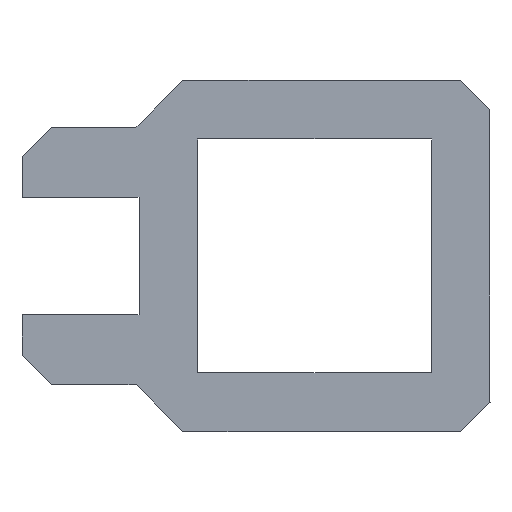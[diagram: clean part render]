
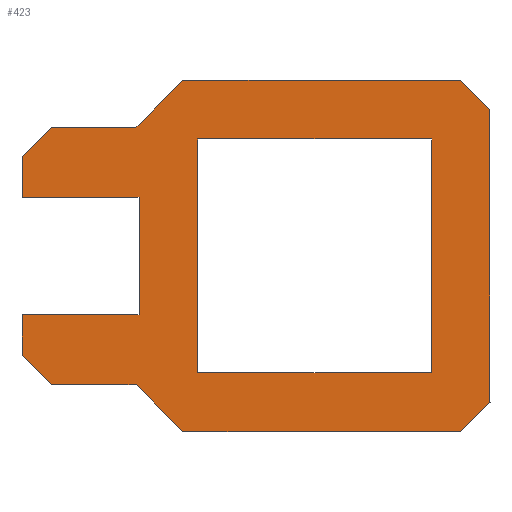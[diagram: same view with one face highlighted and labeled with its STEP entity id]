
A CAD part, left-side view. The second image highlights one B-rep face of the part: STEP entity #423.
In plain terms, the highlighted planar face has unit normal (-1, 0, 0).
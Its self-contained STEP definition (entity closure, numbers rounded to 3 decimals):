
#13=FACE_BOUND($,#38,.T.);
#15=FACE_OUTER_BOUND($,#37,.T.);
#37=EDGE_LOOP($,(#281,#282,#283,#284,#285,#286,#287,#288,#289,#290,#291,
#292,#293,#294,#295,#296));
#38=EDGE_LOOP($,(#297,#298,#299,#300));
#61=LINE($,#580,#121);
#62=LINE($,#582,#122);
#63=LINE($,#584,#123);
#64=LINE($,#586,#124);
#65=LINE($,#588,#125);
#66=LINE($,#590,#126);
#67=LINE($,#592,#127);
#68=LINE($,#594,#128);
#69=LINE($,#596,#129);
#70=LINE($,#598,#130);
#71=LINE($,#600,#131);
#72=LINE($,#602,#132);
#73=LINE($,#604,#133);
#74=LINE($,#606,#134);
#75=LINE($,#608,#135);
#76=LINE($,#609,#136);
#77=LINE($,#612,#137);
#78=LINE($,#614,#138);
#79=LINE($,#616,#139);
#80=LINE($,#617,#140);
#121=VECTOR($,#474,0.707);
#122=VECTOR($,#475,4.752);
#123=VECTOR($,#476,1.131);
#124=VECTOR($,#477,1.45);
#125=VECTOR($,#478,0.705);
#126=VECTOR($,#479,0.702);
#127=VECTOR($,#480,2.);
#128=VECTOR($,#481,2.);
#129=VECTOR($,#482,2.);
#130=VECTOR($,#483,0.7);
#131=VECTOR($,#484,0.707);
#132=VECTOR($,#485,1.45);
#133=VECTOR($,#486,1.131);
#134=VECTOR($,#487,4.748);
#135=VECTOR($,#488,0.71);
#136=VECTOR($,#489,4.998);
#137=VECTOR($,#490,4.);
#138=VECTOR($,#491,4.);
#139=VECTOR($,#492,4.);
#140=VECTOR($,#493,4.);
#181=VERTEX_POINT($,#578);
#182=VERTEX_POINT($,#579);
#183=VERTEX_POINT($,#581);
#184=VERTEX_POINT($,#583);
#185=VERTEX_POINT($,#585);
#186=VERTEX_POINT($,#587);
#187=VERTEX_POINT($,#589);
#188=VERTEX_POINT($,#591);
#189=VERTEX_POINT($,#593);
#190=VERTEX_POINT($,#595);
#191=VERTEX_POINT($,#597);
#192=VERTEX_POINT($,#599);
#193=VERTEX_POINT($,#601);
#194=VERTEX_POINT($,#603);
#195=VERTEX_POINT($,#605);
#196=VERTEX_POINT($,#607);
#197=VERTEX_POINT($,#610);
#198=VERTEX_POINT($,#611);
#199=VERTEX_POINT($,#613);
#200=VERTEX_POINT($,#615);
#221=EDGE_CURVE($,#181,#182,#61,.T.);
#222=EDGE_CURVE($,#182,#183,#62,.T.);
#223=EDGE_CURVE($,#183,#184,#63,.T.);
#224=EDGE_CURVE($,#184,#185,#64,.T.);
#225=EDGE_CURVE($,#185,#186,#65,.T.);
#226=EDGE_CURVE($,#186,#187,#66,.T.);
#227=EDGE_CURVE($,#187,#188,#67,.T.);
#228=EDGE_CURVE($,#188,#189,#68,.T.);
#229=EDGE_CURVE($,#190,#189,#69,.T.);
#230=EDGE_CURVE($,#190,#191,#70,.T.);
#231=EDGE_CURVE($,#191,#192,#71,.T.);
#232=EDGE_CURVE($,#192,#193,#72,.T.);
#233=EDGE_CURVE($,#193,#194,#73,.T.);
#234=EDGE_CURVE($,#194,#195,#74,.T.);
#235=EDGE_CURVE($,#195,#196,#75,.T.);
#236=EDGE_CURVE($,#196,#181,#76,.T.);
#237=EDGE_CURVE($,#197,#198,#77,.T.);
#238=EDGE_CURVE($,#198,#199,#78,.T.);
#239=EDGE_CURVE($,#199,#200,#79,.T.);
#240=EDGE_CURVE($,#200,#197,#80,.T.);
#281=ORIENTED_EDGE($,*,*,#221,.T.);
#282=ORIENTED_EDGE($,*,*,#222,.T.);
#283=ORIENTED_EDGE($,*,*,#223,.T.);
#284=ORIENTED_EDGE($,*,*,#224,.T.);
#285=ORIENTED_EDGE($,*,*,#225,.T.);
#286=ORIENTED_EDGE($,*,*,#226,.T.);
#287=ORIENTED_EDGE($,*,*,#227,.T.);
#288=ORIENTED_EDGE($,*,*,#228,.T.);
#289=ORIENTED_EDGE($,*,*,#229,.F.);
#290=ORIENTED_EDGE($,*,*,#230,.T.);
#291=ORIENTED_EDGE($,*,*,#231,.T.);
#292=ORIENTED_EDGE($,*,*,#232,.T.);
#293=ORIENTED_EDGE($,*,*,#233,.T.);
#294=ORIENTED_EDGE($,*,*,#234,.T.);
#295=ORIENTED_EDGE($,*,*,#235,.T.);
#296=ORIENTED_EDGE($,*,*,#236,.T.);
#297=ORIENTED_EDGE($,*,*,#237,.T.);
#298=ORIENTED_EDGE($,*,*,#238,.T.);
#299=ORIENTED_EDGE($,*,*,#239,.T.);
#300=ORIENTED_EDGE($,*,*,#240,.T.);
#401=PLANE($,#448);
#423=ADVANCED_FACE($,(#15,#13),#401,.T.);
#448=AXIS2_PLACEMENT_3D($,#577,#472,#473);
#472=DIRECTION('center_axis',(-1.,0.,0.));
#473=DIRECTION('ref_axis',(0.,0.,1.));
#474=DIRECTION($,(0.,0.707,0.707));
#475=DIRECTION($,(0.,1.,0.));
#476=DIRECTION($,(0.,0.707,-0.707));
#477=DIRECTION($,(0.,1.,0.));
#478=DIRECTION($,(0.,0.707,-0.707));
#479=DIRECTION($,(0.,0.,-1.));
#480=DIRECTION($,(0.,-1.,0.));
#481=DIRECTION($,(0.,0.,-1.));
#482=DIRECTION($,(0.,-1.,0.));
#483=DIRECTION($,(0.,0.,-1.));
#484=DIRECTION($,(0.,-0.707,-0.707));
#485=DIRECTION($,(0.,-1.,0.));
#486=DIRECTION($,(0.,-0.707,-0.707));
#487=DIRECTION($,(0.,-1.,0.));
#488=DIRECTION($,(0.,-0.707,0.707));
#489=DIRECTION($,(0.,0.,1.));
#490=DIRECTION($,(0.,1.,0.));
#491=DIRECTION($,(0.,0.,1.));
#492=DIRECTION($,(0.,-1.,0.));
#493=DIRECTION($,(0.,0.,-1.));
#577=CARTESIAN_POINT('Origin',(-500.,0.,0.));
#578=CARTESIAN_POINT('',(-500.,-4.,2.5));
#579=CARTESIAN_POINT('',(-500.,-3.5,3.));
#580=CARTESIAN_POINT($,(-500.,-4.,2.5));
#581=CARTESIAN_POINT('',(-500.,1.252,3.));
#582=CARTESIAN_POINT($,(-500.,-3.5,3.));
#583=CARTESIAN_POINT('',(-500.,2.052,2.2));
#584=CARTESIAN_POINT($,(-500.,1.252,3.));
#585=CARTESIAN_POINT('',(-500.,3.502,2.2));
#586=CARTESIAN_POINT($,(-500.,2.052,2.2));
#587=CARTESIAN_POINT('',(-500.,4.,1.702));
#588=CARTESIAN_POINT($,(-500.,3.502,2.2));
#589=CARTESIAN_POINT('',(-500.,4.,1.));
#590=CARTESIAN_POINT($,(-500.,4.,1.702));
#591=CARTESIAN_POINT('',(-500.,2.,1.));
#592=CARTESIAN_POINT($,(-500.,4.,1.));
#593=CARTESIAN_POINT('',(-500.,2.,-1.));
#594=CARTESIAN_POINT($,(-500.,2.,1.));
#595=CARTESIAN_POINT('',(-500.,4.,-1.));
#596=CARTESIAN_POINT($,(-500.,4.,-1.));
#597=CARTESIAN_POINT('',(-500.,4.,-1.7));
#598=CARTESIAN_POINT($,(-500.,4.,-1.));
#599=CARTESIAN_POINT('',(-500.,3.5,-2.2));
#600=CARTESIAN_POINT($,(-500.,4.,-1.7));
#601=CARTESIAN_POINT('',(-500.,2.05,-2.2));
#602=CARTESIAN_POINT($,(-500.,3.5,-2.2));
#603=CARTESIAN_POINT('',(-500.,1.25,-3.));
#604=CARTESIAN_POINT($,(-500.,2.05,-2.2));
#605=CARTESIAN_POINT('',(-500.,-3.498,-3.));
#606=CARTESIAN_POINT($,(-500.,1.25,-3.));
#607=CARTESIAN_POINT('',(-500.,-4.,-2.498));
#608=CARTESIAN_POINT($,(-500.,-3.498,-3.));
#609=CARTESIAN_POINT($,(-500.,-4.,-2.498));
#610=CARTESIAN_POINT('',(-500.,-3.,-2.));
#611=CARTESIAN_POINT('',(-500.,1.,-2.));
#612=CARTESIAN_POINT($,(-500.,-3.,-2.));
#613=CARTESIAN_POINT('',(-500.,1.,2.));
#614=CARTESIAN_POINT($,(-500.,1.,-2.));
#615=CARTESIAN_POINT('',(-500.,-3.,2.));
#616=CARTESIAN_POINT($,(-500.,1.,2.));
#617=CARTESIAN_POINT($,(-500.,-3.,2.));
